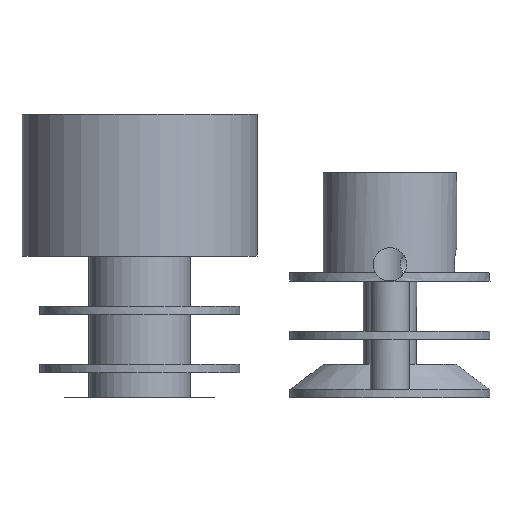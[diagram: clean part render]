
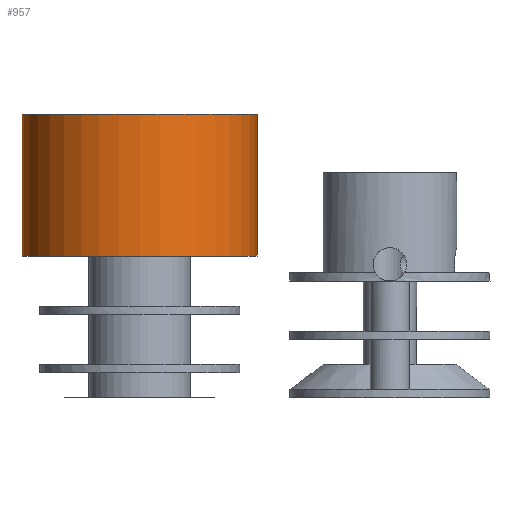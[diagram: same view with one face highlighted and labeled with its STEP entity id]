
A CAD part, front view. The second image highlights one B-rep face of the part: STEP entity #957.
In plain terms, the highlighted cylindrical face has radius 7.05 mm (diameter 14.1 mm), a full revolution.
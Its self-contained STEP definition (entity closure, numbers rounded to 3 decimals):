
#47=B_SPLINE_CURVE_WITH_KNOTS('',3,(#1477,#1478,#1479,#1480,#1481,#1482,
#1483,#1484,#1485,#1486),.UNSPECIFIED.,.F.,.F.,(4,2,2,2,4),(1.516,
1.592,1.667,1.743,1.819),
 .UNSPECIFIED.);
#48=B_SPLINE_CURVE_WITH_KNOTS('',3,(#1488,#1489,#1490,#1491,#1492,#1493,
#1494,#1495,#1496,#1497),.UNSPECIFIED.,.F.,.F.,(4,2,2,2,4),(0.606,
0.682,0.758,0.834,0.909),
 .UNSPECIFIED.);
#49=B_SPLINE_CURVE_WITH_KNOTS('',3,(#1502,#1503,#1504,#1505,#1506,#1507,
#1508,#1509,#1510,#1511),.UNSPECIFIED.,.F.,.F.,(4,2,2,2,4),(0.909,
0.985,1.061,1.137,1.213),
 .UNSPECIFIED.);
#50=B_SPLINE_CURVE_WITH_KNOTS('',3,(#1512,#1513,#1514,#1515,#1516,#1517,
#1518,#1519,#1520,#1521),.UNSPECIFIED.,.F.,.F.,(4,2,2,2,4),(1.213,
1.288,1.364,1.44,1.516),
 .UNSPECIFIED.);
#97=FACE_OUTER_BOUND('',#144,.T.);
#144=EDGE_LOOP('',(#640,#641,#642,#643,#644,#645,#646,#647,#648,#649));
#201=LINE('',#1475,#243);
#202=LINE('',#1499,#244);
#243=VECTOR('',#1180,7.05);
#244=VECTOR('',#1181,7.05);
#291=CIRCLE('',#1031,7.05);
#292=CIRCLE('',#1032,7.05);
#368=VERTEX_POINT('',#1472);
#369=VERTEX_POINT('',#1474);
#370=VERTEX_POINT('',#1476);
#371=VERTEX_POINT('',#1487);
#372=VERTEX_POINT('',#1498);
#373=VERTEX_POINT('',#1501);
#479=EDGE_CURVE('',#368,#368,#291,.T.);
#480=EDGE_CURVE('',#368,#369,#201,.T.);
#481=EDGE_CURVE('',#369,#370,#47,.T.);
#482=EDGE_CURVE('',#370,#371,#48,.T.);
#483=EDGE_CURVE('',#371,#372,#202,.T.);
#484=EDGE_CURVE('',#372,#372,#292,.T.);
#485=EDGE_CURVE('',#371,#373,#49,.T.);
#486=EDGE_CURVE('',#373,#369,#50,.T.);
#640=ORIENTED_EDGE('',*,*,#479,.T.);
#641=ORIENTED_EDGE('',*,*,#480,.T.);
#642=ORIENTED_EDGE('',*,*,#481,.T.);
#643=ORIENTED_EDGE('',*,*,#482,.T.);
#644=ORIENTED_EDGE('',*,*,#483,.T.);
#645=ORIENTED_EDGE('',*,*,#484,.F.);
#646=ORIENTED_EDGE('',*,*,#483,.F.);
#647=ORIENTED_EDGE('',*,*,#485,.T.);
#648=ORIENTED_EDGE('',*,*,#486,.T.);
#649=ORIENTED_EDGE('',*,*,#480,.F.);
#934=CYLINDRICAL_SURFACE('',#1030,7.05);
#957=ADVANCED_FACE('',(#97),#934,.T.);
#1030=AXIS2_PLACEMENT_3D('',#1471,#1176,#1177);
#1031=AXIS2_PLACEMENT_3D('',#1473,#1178,#1179);
#1032=AXIS2_PLACEMENT_3D('',#1500,#1182,#1183);
#1176=DIRECTION('center_axis',(0.,0.,1.));
#1177=DIRECTION('ref_axis',(0.,-1.,0.));
#1178=DIRECTION('center_axis',(0.,0.,-1.));
#1179=DIRECTION('ref_axis',(-0.581,0.814,0.));
#1180=DIRECTION('',(0.,0.,-1.));
#1181=DIRECTION('',(0.,0.,-1.));
#1182=DIRECTION('center_axis',(0.,0.,-1.));
#1183=DIRECTION('ref_axis',(-0.581,0.814,0.));
#1471=CARTESIAN_POINT('Origin',(-8.,0.,17.));
#1472=CARTESIAN_POINT('',(-8.,7.05,17.));
#1473=CARTESIAN_POINT('Origin',(-8.,0.,
17.));
#1474=CARTESIAN_POINT('',(-8.,7.05,15.5));
#1475=CARTESIAN_POINT('',(-8.,7.05,17.));
#1476=CARTESIAN_POINT('',(-10.,6.76,13.5));
#1477=CARTESIAN_POINT('Ctrl Pts',(-8.,7.05,15.5));
#1478=CARTESIAN_POINT('Ctrl Pts',(-8.253,7.05,15.5));
#1479=CARTESIAN_POINT('Ctrl Pts',(-8.521,7.035,15.449));
#1480=CARTESIAN_POINT('Ctrl Pts',(-9.013,6.981,15.245));
#1481=CARTESIAN_POINT('Ctrl Pts',(-9.237,6.943,15.091));
#1482=CARTESIAN_POINT('Ctrl Pts',(-9.591,6.87,14.737));
#1483=CARTESIAN_POINT('Ctrl Pts',(-9.745,6.832,14.513));
#1484=CARTESIAN_POINT('Ctrl Pts',(-9.949,6.776,14.021));
#1485=CARTESIAN_POINT('Ctrl Pts',(-10.,6.76,13.753));
#1486=CARTESIAN_POINT('Ctrl Pts',(-10.,6.76,13.5));
#1487=CARTESIAN_POINT('',(-8.,7.05,11.5));
#1488=CARTESIAN_POINT('Ctrl Pts',(-10.,6.76,13.5));
#1489=CARTESIAN_POINT('Ctrl Pts',(-10.,6.76,13.247));
#1490=CARTESIAN_POINT('Ctrl Pts',(-9.949,6.776,12.979));
#1491=CARTESIAN_POINT('Ctrl Pts',(-9.745,6.832,12.487));
#1492=CARTESIAN_POINT('Ctrl Pts',(-9.591,6.87,12.263));
#1493=CARTESIAN_POINT('Ctrl Pts',(-9.237,6.943,11.909));
#1494=CARTESIAN_POINT('Ctrl Pts',(-9.013,6.981,11.755));
#1495=CARTESIAN_POINT('Ctrl Pts',(-8.521,7.035,11.551));
#1496=CARTESIAN_POINT('Ctrl Pts',(-8.253,7.05,11.5));
#1497=CARTESIAN_POINT('Ctrl Pts',(-8.,7.05,11.5));
#1498=CARTESIAN_POINT('',(-8.,7.05,8.5));
#1499=CARTESIAN_POINT('',(-8.,7.05,17.));
#1500=CARTESIAN_POINT('Origin',(-8.,0.,
8.5));
#1501=CARTESIAN_POINT('',(-6.,6.76,13.5));
#1502=CARTESIAN_POINT('Ctrl Pts',(-8.,7.05,11.5));
#1503=CARTESIAN_POINT('Ctrl Pts',(-7.747,7.05,11.5));
#1504=CARTESIAN_POINT('Ctrl Pts',(-7.479,7.035,11.551));
#1505=CARTESIAN_POINT('Ctrl Pts',(-6.987,6.981,11.755));
#1506=CARTESIAN_POINT('Ctrl Pts',(-6.763,6.943,11.909));
#1507=CARTESIAN_POINT('Ctrl Pts',(-6.409,6.87,12.263));
#1508=CARTESIAN_POINT('Ctrl Pts',(-6.255,6.832,12.487));
#1509=CARTESIAN_POINT('Ctrl Pts',(-6.051,6.776,12.979));
#1510=CARTESIAN_POINT('Ctrl Pts',(-6.,6.76,13.247));
#1511=CARTESIAN_POINT('Ctrl Pts',(-6.,6.76,13.5));
#1512=CARTESIAN_POINT('Ctrl Pts',(-6.,6.76,13.5));
#1513=CARTESIAN_POINT('Ctrl Pts',(-6.,6.76,13.753));
#1514=CARTESIAN_POINT('Ctrl Pts',(-6.051,6.776,14.021));
#1515=CARTESIAN_POINT('Ctrl Pts',(-6.255,6.832,14.513));
#1516=CARTESIAN_POINT('Ctrl Pts',(-6.409,6.87,14.737));
#1517=CARTESIAN_POINT('Ctrl Pts',(-6.763,6.943,15.091));
#1518=CARTESIAN_POINT('Ctrl Pts',(-6.987,6.981,15.245));
#1519=CARTESIAN_POINT('Ctrl Pts',(-7.479,7.035,15.449));
#1520=CARTESIAN_POINT('Ctrl Pts',(-7.747,7.05,15.5));
#1521=CARTESIAN_POINT('Ctrl Pts',(-8.,7.05,15.5));
